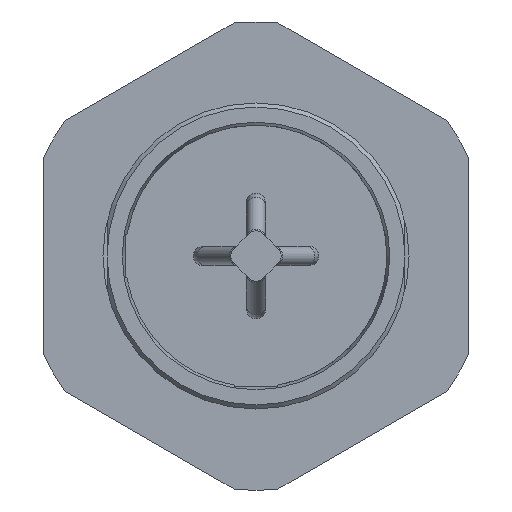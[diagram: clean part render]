
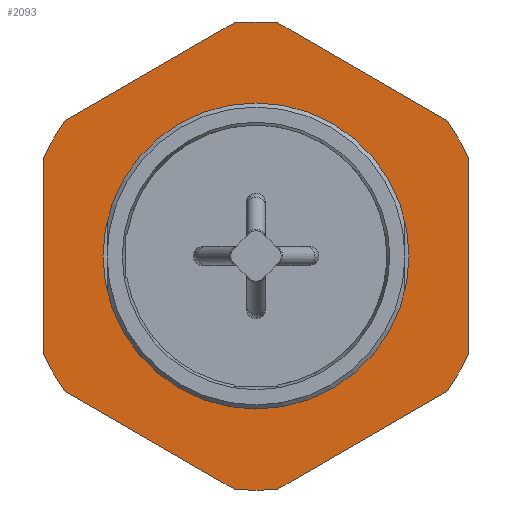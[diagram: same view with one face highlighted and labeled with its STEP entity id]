
A CAD part, front view. The second image highlights one B-rep face of the part: STEP entity #2093.
In plain terms, the highlighted face is planar.
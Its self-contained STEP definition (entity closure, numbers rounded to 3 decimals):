
#2093=ADVANCED_FACE('',(#2351,#2352),#2199,.T.);
#2199=PLANE('',#5939);
#2351=FACE_BOUND('',#2669,.T.);
#2352=FACE_BOUND('',#2670,.T.);
#2669=EDGE_LOOP('',(#3884));
#2670=EDGE_LOOP('',(#3885,#3886,#3887,#3888,#3889,#3890,#3891,#3892,#3893,
#3894,#3895,#3896));
#2853=CIRCLE('',#5911,7.19);
#2856=CIRCLE('',#5915,11.);
#2858=CIRCLE('',#5919,11.);
#2860=CIRCLE('',#5923,11.);
#2862=CIRCLE('',#5927,11.);
#2864=CIRCLE('',#5931,11.);
#2866=CIRCLE('',#5935,11.);
#3884=ORIENTED_EDGE('',*,*,#4731,.F.);
#3885=ORIENTED_EDGE('',*,*,#4768,.F.);
#3886=ORIENTED_EDGE('',*,*,#4765,.F.);
#3887=ORIENTED_EDGE('',*,*,#4762,.F.);
#3888=ORIENTED_EDGE('',*,*,#4759,.F.);
#3889=ORIENTED_EDGE('',*,*,#4756,.F.);
#3890=ORIENTED_EDGE('',*,*,#4753,.F.);
#3891=ORIENTED_EDGE('',*,*,#4750,.F.);
#3892=ORIENTED_EDGE('',*,*,#4747,.F.);
#3893=ORIENTED_EDGE('',*,*,#4744,.F.);
#3894=ORIENTED_EDGE('',*,*,#4741,.F.);
#3895=ORIENTED_EDGE('',*,*,#4738,.F.);
#3896=ORIENTED_EDGE('',*,*,#4735,.F.);
#4228=VERTEX_POINT('',#9262);
#4232=VERTEX_POINT('',#9270);
#4233=VERTEX_POINT('',#9272);
#4235=VERTEX_POINT('',#9278);
#4237=VERTEX_POINT('',#9284);
#4239=VERTEX_POINT('',#9290);
#4241=VERTEX_POINT('',#9296);
#4243=VERTEX_POINT('',#9302);
#4245=VERTEX_POINT('',#9308);
#4247=VERTEX_POINT('',#9314);
#4249=VERTEX_POINT('',#9320);
#4251=VERTEX_POINT('',#9326);
#4253=VERTEX_POINT('',#9332);
#4731=EDGE_CURVE('',#4228,#4228,#2853,.T.);
#4735=EDGE_CURVE('',#4232,#4233,#2856,.T.);
#4738=EDGE_CURVE('',#4233,#4235,#5007,.T.);
#4741=EDGE_CURVE('',#4235,#4237,#2858,.T.);
#4744=EDGE_CURVE('',#4237,#4239,#5011,.T.);
#4747=EDGE_CURVE('',#4239,#4241,#2860,.T.);
#4750=EDGE_CURVE('',#4241,#4243,#5015,.T.);
#4753=EDGE_CURVE('',#4243,#4245,#2862,.T.);
#4756=EDGE_CURVE('',#4245,#4247,#5019,.T.);
#4759=EDGE_CURVE('',#4247,#4249,#2864,.T.);
#4762=EDGE_CURVE('',#4249,#4251,#5023,.T.);
#4765=EDGE_CURVE('',#4251,#4253,#2866,.T.);
#4768=EDGE_CURVE('',#4253,#4232,#5027,.T.);
#5007=LINE('',#9277,#5266);
#5011=LINE('',#9289,#5270);
#5015=LINE('',#9301,#5274);
#5019=LINE('',#9313,#5278);
#5023=LINE('',#9325,#5282);
#5027=LINE('',#9337,#5286);
#5266=VECTOR('',#6925,1.);
#5270=VECTOR('',#6937,1.);
#5274=VECTOR('',#6949,1.);
#5278=VECTOR('',#6961,1.);
#5282=VECTOR('',#6973,1.);
#5286=VECTOR('',#6987,1.);
#5911=AXIS2_PLACEMENT_3D('',#9261,#6910,#6911);
#5915=AXIS2_PLACEMENT_3D('',#9271,#6919,#6920);
#5919=AXIS2_PLACEMENT_3D('',#9283,#6931,#6932);
#5923=AXIS2_PLACEMENT_3D('',#9295,#6943,#6944);
#5927=AXIS2_PLACEMENT_3D('',#9307,#6955,#6956);
#5931=AXIS2_PLACEMENT_3D('',#9319,#6967,#6968);
#5935=AXIS2_PLACEMENT_3D('',#9331,#6979,#6980);
#5939=AXIS2_PLACEMENT_3D('',#9339,#6990,#6991);
#6910=DIRECTION('',(0.,0.,1.));
#6911=DIRECTION('',(0.,-1.,0.));
#6919=DIRECTION('',(0.,0.,-1.));
#6920=DIRECTION('',(0.815,0.579,0.));
#6925=DIRECTION('',(0.,-1.,0.));
#6931=DIRECTION('',(0.,0.,-1.));
#6932=DIRECTION('',(0.909,-0.417,0.));
#6937=DIRECTION('',(-0.866,-0.5,0.));
#6943=DIRECTION('',(0.,0.,-1.));
#6944=DIRECTION('',(0.094,-0.996,0.));
#6949=DIRECTION('',(-0.866,0.5,0.));
#6955=DIRECTION('',(0.,0.,-1.));
#6956=DIRECTION('',(-0.815,-0.579,0.));
#6961=DIRECTION('',(0.,1.,0.));
#6967=DIRECTION('',(0.,0.,-1.));
#6968=DIRECTION('',(-0.909,0.417,0.));
#6973=DIRECTION('',(0.866,0.5,0.));
#6979=DIRECTION('',(0.,0.,-1.));
#6980=DIRECTION('',(-0.094,0.996,0.));
#6987=DIRECTION('',(0.866,-0.5,0.));
#6990=DIRECTION('',(0.,0.,1.));
#6991=DIRECTION('',(0.866,0.5,0.));
#9261=CARTESIAN_POINT('',(-6.459,0.183,2.9));
#9262=CARTESIAN_POINT('',(-6.459,-7.007,2.9));
#9270=CARTESIAN_POINT('',(2.51,6.552,2.9));
#9271=CARTESIAN_POINT('',(-6.459,0.183,2.9));
#9272=CARTESIAN_POINT('',(3.541,4.766,2.9));
#9277=CARTESIAN_POINT('',(3.541,4.766,2.9));
#9278=CARTESIAN_POINT('',(3.541,-4.399,2.9));
#9283=CARTESIAN_POINT('',(-6.459,0.183,2.9));
#9284=CARTESIAN_POINT('',(2.51,-6.186,2.9));
#9289=CARTESIAN_POINT('',(2.51,-6.186,2.9));
#9290=CARTESIAN_POINT('',(-5.428,-10.768,2.9));
#9295=CARTESIAN_POINT('',(-6.459,0.183,2.9));
#9296=CARTESIAN_POINT('',(-7.49,-10.768,2.9));
#9301=CARTESIAN_POINT('',(-7.49,-10.768,2.9));
#9302=CARTESIAN_POINT('',(-15.428,-6.186,2.9));
#9307=CARTESIAN_POINT('',(-6.459,0.183,2.9));
#9308=CARTESIAN_POINT('',(-16.459,-4.399,2.9));
#9313=CARTESIAN_POINT('',(-16.459,-4.399,2.9));
#9314=CARTESIAN_POINT('',(-16.459,4.766,2.9));
#9319=CARTESIAN_POINT('',(-6.459,0.183,2.9));
#9320=CARTESIAN_POINT('',(-15.428,6.552,2.9));
#9325=CARTESIAN_POINT('',(-15.428,6.552,2.9));
#9326=CARTESIAN_POINT('',(-7.49,11.135,2.9));
#9331=CARTESIAN_POINT('',(-6.459,0.183,2.9));
#9332=CARTESIAN_POINT('',(-5.428,11.135,2.9));
#9337=CARTESIAN_POINT('',(-5.428,11.135,2.9));
#9339=CARTESIAN_POINT('',(-11.438,-15.393,2.9));
